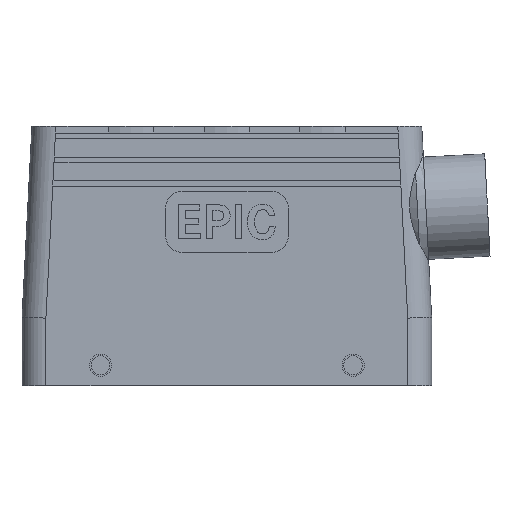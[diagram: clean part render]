
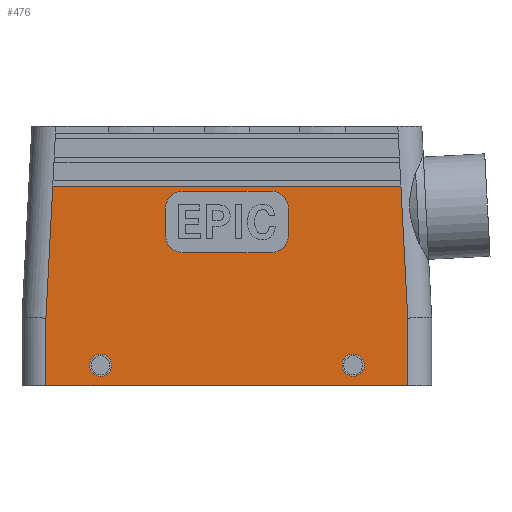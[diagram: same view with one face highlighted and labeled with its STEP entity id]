
A CAD part, front view. The second image highlights one B-rep face of the part: STEP entity #476.
In plain terms, the highlighted planar face has unit normal (0, -1, 0).
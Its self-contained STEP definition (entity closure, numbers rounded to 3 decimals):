
#476 = ADVANCED_FACE( '', ( #1030, #1031, #1032, #1033 ), #1034, .F. );
#1030 = FACE_BOUND( '', #1638, .T. );
#1031 = FACE_BOUND( '', #1639, .T. );
#1032 = FACE_OUTER_BOUND( '', #1640, .T. );
#1033 = FACE_BOUND( '', #1641, .T. );
#1034 = PLANE( '', #1642 );
#1638 = EDGE_LOOP( '', ( #3002 ) );
#1639 = EDGE_LOOP( '', ( #3003 ) );
#1640 = EDGE_LOOP( '', ( #3004, #3005, #3006, #3007, #3008, #3009 ) );
#1641 = EDGE_LOOP( '', ( #3010, #3011, #3012, #3013, #3014, #3015, #3016, #3017 ) );
#1642 = AXIS2_PLACEMENT_3D( '', #3018, #3019, #3020 );
#3002 = ORIENTED_EDGE( '', *, *, #3980, .T. );
#3003 = ORIENTED_EDGE( '', *, *, #3817, .F. );
#3004 = ORIENTED_EDGE( '', *, *, #3482, .F. );
#3005 = ORIENTED_EDGE( '', *, *, #3981, .F. );
#3006 = ORIENTED_EDGE( '', *, *, #3947, .T. );
#3007 = ORIENTED_EDGE( '', *, *, #3711, .T. );
#3008 = ORIENTED_EDGE( '', *, *, #3982, .T. );
#3009 = ORIENTED_EDGE( '', *, *, #3590, .F. );
#3010 = ORIENTED_EDGE( '', *, *, #3983, .T. );
#3011 = ORIENTED_EDGE( '', *, *, #3532, .T. );
#3012 = ORIENTED_EDGE( '', *, *, #3898, .T. );
#3013 = ORIENTED_EDGE( '', *, *, #3984, .T. );
#3014 = ORIENTED_EDGE( '', *, *, #3825, .T. );
#3015 = ORIENTED_EDGE( '', *, *, #3680, .T. );
#3016 = ORIENTED_EDGE( '', *, *, #3869, .T. );
#3017 = ORIENTED_EDGE( '', *, *, #3985, .T. );
#3018 = CARTESIAN_POINT( '', ( -60., -21.5, 20. ) );
#3019 = DIRECTION( '', ( 0., 1., 0. ) );
#3020 = DIRECTION( '', ( -1., 0., 0. ) );
#3482 = EDGE_CURVE( '', #4106, #4108, #4109, .F. );
#3532 = EDGE_CURVE( '', #4194, #4195, #4196, .T. );
#3590 = EDGE_CURVE( '', #4108, #4299, #4300, .T. );
#3680 = EDGE_CURVE( '', #4441, #4442, #4443, .T. );
#3711 = EDGE_CURVE( '', #4490, #4491, #4492, .T. );
#3817 = EDGE_CURVE( '', #4650, #4650, #4651, .T. );
#3825 = EDGE_CURVE( '', #4664, #4441, #4665, .T. );
#3869 = EDGE_CURVE( '', #4442, #4725, #4726, .T. );
#3898 = EDGE_CURVE( '', #4195, #4761, #4762, .T. );
#3947 = EDGE_CURVE( '', #4502, #4490, #4821, .F. );
#3980 = EDGE_CURVE( '', #4860, #4860, #4861, .T. );
#3981 = EDGE_CURVE( '', #4502, #4106, #4862, .T. );
#3982 = EDGE_CURVE( '', #4491, #4299, #4863, .T. );
#3983 = EDGE_CURVE( '', #4864, #4194, #4865, .T. );
#3984 = EDGE_CURVE( '', #4761, #4664, #4866, .T. );
#3985 = EDGE_CURVE( '', #4725, #4864, #4867, .T. );
#4106 = VERTEX_POINT( '', #5047 );
#4108 = VERTEX_POINT( '', #5050 );
#4109 = LINE( '', #5051, #5052 );
#4194 = VERTEX_POINT( '', #5219 );
#4195 = VERTEX_POINT( '', #5220 );
#4196 = LINE( '', #5221, #5222 );
#4299 = VERTEX_POINT( '', #5453 );
#4300 = LINE( '', #5454, #5455 );
#4441 = VERTEX_POINT( '', #5657 );
#4442 = VERTEX_POINT( '', #5658 );
#4443 = LINE( '', #5659, #5660 );
#4490 = VERTEX_POINT( '', #5725 );
#4491 = VERTEX_POINT( '', #5726 );
#4492 = LINE( '', #5727, #5728 );
#4502 = VERTEX_POINT( '', #5741 );
#4650 = VERTEX_POINT( '', #5963 );
#4651 = CIRCLE( '', #5964, 3.25 );
#4664 = VERTEX_POINT( '', #5981 );
#4665 = CIRCLE( '', #5982, 5. );
#4725 = VERTEX_POINT( '', #6060 );
#4726 = CIRCLE( '', #6061, 5. );
#4761 = VERTEX_POINT( '', #6108 );
#4762 = CIRCLE( '', #6109, 5. );
#4821 = LINE( '', #6205, #6206 );
#4860 = VERTEX_POINT( '', #6274 );
#4861 = CIRCLE( '', #6275, 3.25 );
#4862 = LINE( '', #6276, #6277 );
#4863 = LINE( '', #6278, #6279 );
#4864 = VERTEX_POINT( '', #6280 );
#4865 = CIRCLE( '', #6281, 5. );
#4866 = LINE( '', #6282, #6283 );
#4867 = LINE( '', #6284, #6285 );
#5047 = CARTESIAN_POINT( '', ( 50.997, -21.5, 58.5 ) );
#5050 = CARTESIAN_POINT( '', ( 53., -21.5, 19.819 ) );
#5051 = CARTESIAN_POINT( '', ( 53.009, -21.5, 19.638 ) );
#5052 = VECTOR( '', #6452, 1000. );
#5219 = CARTESIAN_POINT( '', ( -13., -21.5, 57. ) );
#5220 = CARTESIAN_POINT( '', ( 13., -21.5, 57. ) );
#5221 = CARTESIAN_POINT( '', ( -13., -21.5, 57. ) );
#5222 = VECTOR( '', #6501, 1000. );
#5453 = CARTESIAN_POINT( '', ( 53., -21.5, 0. ) );
#5454 = CARTESIAN_POINT( '', ( 53., -21.5, 20. ) );
#5455 = VECTOR( '', #6540, 1000. );
#5657 = CARTESIAN_POINT( '', ( 13., -21.5, 39. ) );
#5658 = CARTESIAN_POINT( '', ( -13., -21.5, 39. ) );
#5659 = CARTESIAN_POINT( '', ( -13., -21.5, 39. ) );
#5660 = VECTOR( '', #6623, 1000. );
#5725 = CARTESIAN_POINT( '', ( -53., -21.5, 19.819 ) );
#5726 = CARTESIAN_POINT( '', ( -53., -21.5, 0. ) );
#5727 = CARTESIAN_POINT( '', ( -53., -21.5, 20. ) );
#5728 = VECTOR( '', #6653, 1000. );
#5741 = CARTESIAN_POINT( '', ( -50.997, -21.5, 58.5 ) );
#5963 = CARTESIAN_POINT( '', ( -37., -21.5, 2.75 ) );
#5964 = AXIS2_PLACEMENT_3D( '', #6776, #6777, #6778 );
#5981 = CARTESIAN_POINT( '', ( 18., -21.5, 44. ) );
#5982 = AXIS2_PLACEMENT_3D( '', #6786, #6787, #6788 );
#6060 = CARTESIAN_POINT( '', ( -18., -21.5, 44. ) );
#6061 = AXIS2_PLACEMENT_3D( '', #6834, #6835, #6836 );
#6108 = CARTESIAN_POINT( '', ( 18., -21.5, 52. ) );
#6109 = AXIS2_PLACEMENT_3D( '', #6863, #6864, #6865 );
#6205 = CARTESIAN_POINT( '', ( -53.009, -21.5, 19.638 ) );
#6206 = VECTOR( '', #6912, 1000. );
#6274 = CARTESIAN_POINT( '', ( 37., -21.5, 2.75 ) );
#6275 = AXIS2_PLACEMENT_3D( '', #6941, #6942, #6943 );
#6276 = CARTESIAN_POINT( '', ( -50.997, -21.5, 58.5 ) );
#6277 = VECTOR( '', #6944, 1000. );
#6278 = CARTESIAN_POINT( '', ( -60., -21.5, 0. ) );
#6279 = VECTOR( '', #6945, 1000. );
#6280 = CARTESIAN_POINT( '', ( -18., -21.5, 52. ) );
#6281 = AXIS2_PLACEMENT_3D( '', #6946, #6947, #6948 );
#6282 = CARTESIAN_POINT( '', ( 18., -21.5, 52. ) );
#6283 = VECTOR( '', #6949, 1000. );
#6284 = CARTESIAN_POINT( '', ( -18., -21.5, 44. ) );
#6285 = VECTOR( '', #6950, 1000. );
#6452 = DIRECTION( '', ( -0.052, 0., 0.999 ) );
#6501 = DIRECTION( '', ( 1., 0., 0. ) );
#6540 = DIRECTION( '', ( 0., 0., -1. ) );
#6623 = DIRECTION( '', ( -1., 0., 0. ) );
#6653 = DIRECTION( '', ( 0., 0., -1. ) );
#6776 = CARTESIAN_POINT( '', ( -37., -21.5, 6. ) );
#6777 = DIRECTION( '', ( 0., -1., 0. ) );
#6778 = DIRECTION( '', ( 0., 0., -1. ) );
#6786 = CARTESIAN_POINT( '', ( 13., -21.5, 44. ) );
#6787 = DIRECTION( '', ( 0., 1., 0. ) );
#6788 = DIRECTION( '', ( 1., 0., 0. ) );
#6834 = CARTESIAN_POINT( '', ( -13., -21.5, 44. ) );
#6835 = DIRECTION( '', ( 0., 1., 0. ) );
#6836 = DIRECTION( '', ( 1., 0., 0. ) );
#6863 = CARTESIAN_POINT( '', ( 13., -21.5, 52. ) );
#6864 = DIRECTION( '', ( 0., 1., 0. ) );
#6865 = DIRECTION( '', ( -1., 0., 0. ) );
#6912 = DIRECTION( '', ( 0.052, 0., 0.999 ) );
#6941 = CARTESIAN_POINT( '', ( 37., -21.5, 6. ) );
#6942 = DIRECTION( '', ( 0., 1., 0. ) );
#6943 = DIRECTION( '', ( 0., 0., -1. ) );
#6944 = DIRECTION( '', ( 1., 0., 0. ) );
#6945 = DIRECTION( '', ( 1., 0., 0. ) );
#6946 = CARTESIAN_POINT( '', ( -13., -21.5, 52. ) );
#6947 = DIRECTION( '', ( 0., 1., 0. ) );
#6948 = DIRECTION( '', ( 1., 0., 0. ) );
#6949 = DIRECTION( '', ( 0., 0., -1. ) );
#6950 = DIRECTION( '', ( 0., 0., 1. ) );
